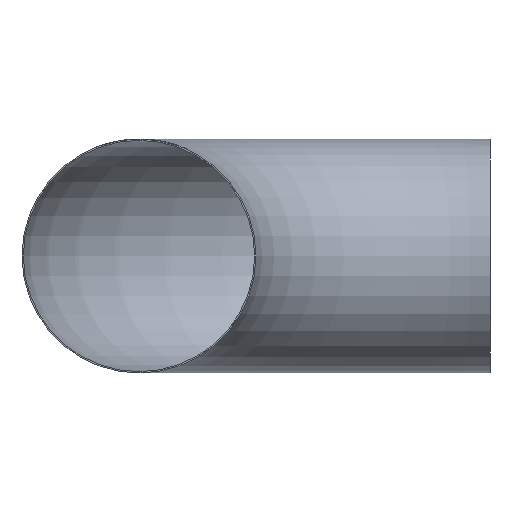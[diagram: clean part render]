
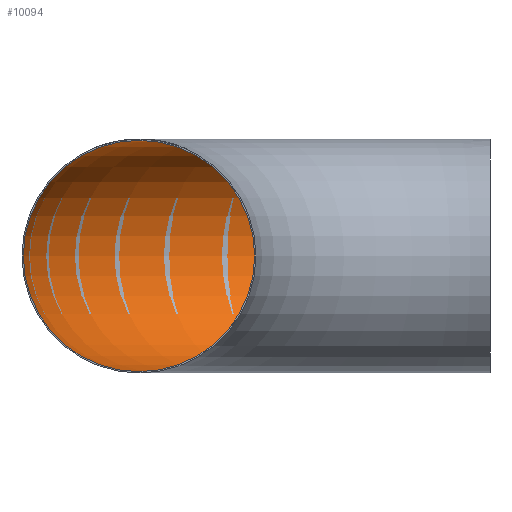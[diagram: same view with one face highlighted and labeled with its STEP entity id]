
A CAD part, front view. The second image highlights one B-rep face of the part: STEP entity #10094.
In plain terms, the highlighted toroidal (fillet/blend) face has major radius 1067 mm and minor radius 351.6 mm.
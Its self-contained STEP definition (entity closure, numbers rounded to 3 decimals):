
#854 = TOROIDAL_SURFACE ( 'NONE', #31806, 1067., 351.6 ) ;
#5719 = FACE_OUTER_BOUND ( 'NONE', #18341, .T. ) ;
#9149 = AXIS2_PLACEMENT_3D ( 'NONE', #29123, #26249, #18826 ) ;
#10094 = ADVANCED_FACE ( 'NONE', ( #29947, #5719 ), #854, .F. ) ;
#12478 = DIRECTION ( 'NONE',  ( 1., 0., 0. ) ) ;
#12613 = VERTEX_POINT ( 'NONE', #19595 ) ;
#13374 = ORIENTED_EDGE ( 'NONE', *, *, #29245, .F. ) ;
#13393 = VERTEX_POINT ( 'NONE', #24902 ) ;
#14168 = ORIENTED_EDGE ( 'NONE', *, *, #29388, .T. ) ;
#15340 = CIRCLE ( 'NONE', #17420, 351.6 ) ;
#15589 = DIRECTION ( 'NONE',  ( 0., 0., -1. ) ) ;
#17420 = AXIS2_PLACEMENT_3D ( 'NONE', #26703, #12478, #24293 ) ;
#18341 = EDGE_LOOP ( 'NONE', ( #13374 ) ) ;
#18826 = DIRECTION ( 'NONE',  ( 0., 0., 1. ) ) ;
#19595 = CARTESIAN_POINT ( 'NONE',  ( -1067., 0., 351.6 ) ) ;
#21277 = EDGE_LOOP ( 'NONE', ( #14168 ) ) ;
#23087 = CIRCLE ( 'NONE', #9149, 351.6 ) ;
#24293 = DIRECTION ( 'NONE',  ( 0., 1., 0. ) ) ;
#24902 = CARTESIAN_POINT ( 'NONE',  ( 0., 1418.6, 0. ) ) ;
#25433 = DIRECTION ( 'NONE',  ( -1., 0., 0. ) ) ;
#26249 = DIRECTION ( 'NONE',  ( 0., 1., 0. ) ) ;
#26703 = CARTESIAN_POINT ( 'NONE',  ( 0., 1067., 0. ) ) ;
#27859 = CARTESIAN_POINT ( 'NONE',  ( 0., 0., 0. ) ) ;
#29123 = CARTESIAN_POINT ( 'NONE',  ( -1067., 0., 0. ) ) ;
#29245 = EDGE_CURVE ( 'NONE', #12613, #12613, #23087, .T. ) ;
#29388 = EDGE_CURVE ( 'NONE', #13393, #13393, #15340, .T. ) ;
#29947 = FACE_OUTER_BOUND ( 'NONE', #21277, .T. ) ;
#31806 = AXIS2_PLACEMENT_3D ( 'NONE', #27859, #15589, #25433 ) ;
